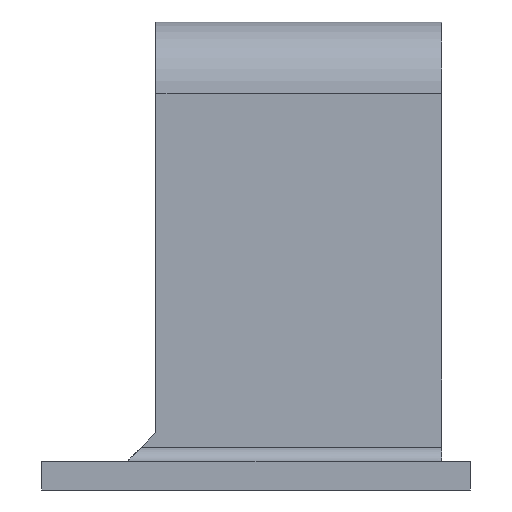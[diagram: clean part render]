
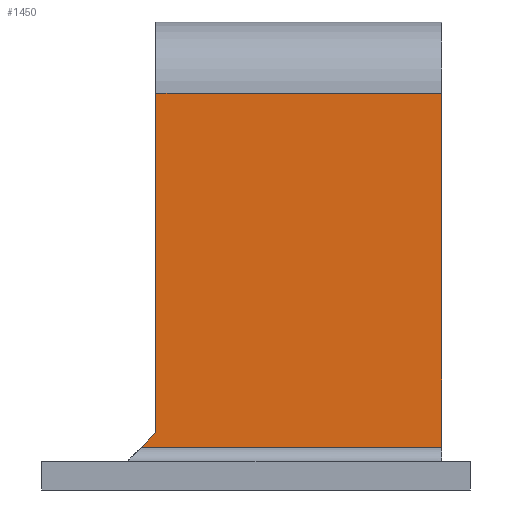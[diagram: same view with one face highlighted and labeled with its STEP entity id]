
A CAD part, left-side view. The second image highlights one B-rep face of the part: STEP entity #1450.
In plain terms, the highlighted planar face has unit normal (-1, 0, 0).
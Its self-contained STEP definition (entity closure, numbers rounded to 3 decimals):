
#44 = CYLINDRICAL_SURFACE('',#45,2.);
#45 = AXIS2_PLACEMENT_3D('',#46,#47,#48);
#46 = CARTESIAN_POINT('',(-20.,35.,6.));
#47 = DIRECTION('',(0.,-1.,0.));
#48 = DIRECTION('',(-0.,-0.,-1.));
#100 = PLANE('',#101);
#101 = AXIS2_PLACEMENT_3D('',#102,#103,#104);
#102 = CARTESIAN_POINT('',(-18.,37.,6.));
#103 = DIRECTION('',(0.,-0.707,-0.707));
#104 = DIRECTION('',(1.,0.,0.));
#408 = PLANE('',#409);
#409 = AXIS2_PLACEMENT_3D('',#410,#411,#412);
#410 = CARTESIAN_POINT('',(-18.,-5.,0.));
#411 = DIRECTION('',(0.,1.,0.));
#412 = DIRECTION('',(0.,0.,1.));
#465 = EDGE_CURVE('',#466,#468,#470,.T.);
#466 = VERTEX_POINT('',#467);
#467 = CARTESIAN_POINT('',(-18.,37.,6.));
#468 = VERTEX_POINT('',#469);
#469 = CARTESIAN_POINT('',(-18.,-5.,6.));
#470 = SURFACE_CURVE('',#471,(#475,#482),.PCURVE_S1.);
#471 = LINE('',#472,#473);
#472 = CARTESIAN_POINT('',(-18.,35.,6.));
#473 = VECTOR('',#474,1.);
#474 = DIRECTION('',(0.,-1.,0.));
#475 = PCURVE('',#44,#476);
#476 = DEFINITIONAL_REPRESENTATION('',(#477),#481);
#477 = LINE('',#478,#479);
#478 = CARTESIAN_POINT('',(1.571,0.));
#479 = VECTOR('',#480,1.);
#480 = DIRECTION('',(0.,1.));
#481 = ( GEOMETRIC_REPRESENTATION_CONTEXT(2) 
PARAMETRIC_REPRESENTATION_CONTEXT() REPRESENTATION_CONTEXT('2D SPACE',''
  ) );
#482 = PCURVE('',#483,#488);
#483 = PLANE('',#484);
#484 = AXIS2_PLACEMENT_3D('',#485,#486,#487);
#485 = CARTESIAN_POINT('',(-18.,-5.,0.));
#486 = DIRECTION('',(1.,0.,0.));
#487 = DIRECTION('',(0.,0.,1.));
#488 = DEFINITIONAL_REPRESENTATION('',(#489),#493);
#489 = LINE('',#490,#491);
#490 = CARTESIAN_POINT('',(6.,-40.));
#491 = VECTOR('',#492,1.);
#492 = DIRECTION('',(0.,1.));
#493 = ( GEOMETRIC_REPRESENTATION_CONTEXT(2) 
PARAMETRIC_REPRESENTATION_CONTEXT() REPRESENTATION_CONTEXT('2D SPACE',''
  ) );
#634 = EDGE_CURVE('',#468,#635,#637,.T.);
#635 = VERTEX_POINT('',#636);
#636 = CARTESIAN_POINT('',(-18.,-5.,55.5));
#637 = SURFACE_CURVE('',#638,(#642,#649),.PCURVE_S1.);
#638 = LINE('',#639,#640);
#639 = CARTESIAN_POINT('',(-18.,-5.,0.));
#640 = VECTOR('',#641,1.);
#641 = DIRECTION('',(0.,0.,1.));
#642 = PCURVE('',#408,#643);
#643 = DEFINITIONAL_REPRESENTATION('',(#644),#648);
#644 = LINE('',#645,#646);
#645 = CARTESIAN_POINT('',(0.,0.));
#646 = VECTOR('',#647,1.);
#647 = DIRECTION('',(1.,0.));
#648 = ( GEOMETRIC_REPRESENTATION_CONTEXT(2) 
PARAMETRIC_REPRESENTATION_CONTEXT() REPRESENTATION_CONTEXT('2D SPACE',''
  ) );
#649 = PCURVE('',#483,#650);
#650 = DEFINITIONAL_REPRESENTATION('',(#651),#655);
#651 = LINE('',#652,#653);
#652 = CARTESIAN_POINT('',(0.,0.));
#653 = VECTOR('',#654,1.);
#654 = DIRECTION('',(1.,0.));
#655 = ( GEOMETRIC_REPRESENTATION_CONTEXT(2) 
PARAMETRIC_REPRESENTATION_CONTEXT() REPRESENTATION_CONTEXT('2D SPACE',''
  ) );
#678 = CYLINDRICAL_SURFACE('',#679,10.);
#679 = AXIS2_PLACEMENT_3D('',#680,#681,#682);
#680 = CARTESIAN_POINT('',(-8.,-5.,55.5));
#681 = DIRECTION('',(0.,1.,0.));
#682 = DIRECTION('',(0.,0.,1.));
#787 = EDGE_CURVE('',#466,#788,#790,.T.);
#788 = VERTEX_POINT('',#789);
#789 = CARTESIAN_POINT('',(-18.,35.,8.));
#790 = SURFACE_CURVE('',#791,(#795,#801),.PCURVE_S1.);
#791 = LINE('',#792,#793);
#792 = CARTESIAN_POINT('',(-18.,28.,15.));
#793 = VECTOR('',#794,1.);
#794 = DIRECTION('',(0.,-0.707,0.707));
#795 = PCURVE('',#100,#796);
#796 = DEFINITIONAL_REPRESENTATION('',(#797),#800);
#797 = B_SPLINE_CURVE_WITH_KNOTS('',1,(#798,#799),.UNSPECIFIED.,.F.,.F.,
  (2,2),(-12.728,-9.899),.PIECEWISE_BEZIER_KNOTS.);
#798 = CARTESIAN_POINT('',(0.,0.));
#799 = CARTESIAN_POINT('',(0.,2.828));
#800 = ( GEOMETRIC_REPRESENTATION_CONTEXT(2) 
PARAMETRIC_REPRESENTATION_CONTEXT() REPRESENTATION_CONTEXT('2D SPACE',''
  ) );
#801 = PCURVE('',#483,#802);
#802 = DEFINITIONAL_REPRESENTATION('',(#803),#807);
#803 = LINE('',#804,#805);
#804 = CARTESIAN_POINT('',(15.,-33.));
#805 = VECTOR('',#806,1.);
#806 = DIRECTION('',(0.707,0.707));
#807 = ( GEOMETRIC_REPRESENTATION_CONTEXT(2) 
PARAMETRIC_REPRESENTATION_CONTEXT() REPRESENTATION_CONTEXT('2D SPACE',''
  ) );
#873 = PLANE('',#874);
#874 = AXIS2_PLACEMENT_3D('',#875,#876,#877);
#875 = CARTESIAN_POINT('',(-18.,35.,0.));
#876 = DIRECTION('',(0.,1.,0.));
#877 = DIRECTION('',(0.,0.,1.));
#1450 = ADVANCED_FACE('',(#1451),#483,.F.);
#1451 = FACE_BOUND('',#1452,.F.);
#1452 = EDGE_LOOP('',(#1453,#1454,#1455,#1478,#1499));
#1453 = ORIENTED_EDGE('',*,*,#465,.F.);
#1454 = ORIENTED_EDGE('',*,*,#787,.T.);
#1455 = ORIENTED_EDGE('',*,*,#1456,.T.);
#1456 = EDGE_CURVE('',#788,#1457,#1459,.T.);
#1457 = VERTEX_POINT('',#1458);
#1458 = CARTESIAN_POINT('',(-18.,35.,55.5));
#1459 = SURFACE_CURVE('',#1460,(#1464,#1471),.PCURVE_S1.);
#1460 = LINE('',#1461,#1462);
#1461 = CARTESIAN_POINT('',(-18.,35.,0.));
#1462 = VECTOR('',#1463,1.);
#1463 = DIRECTION('',(0.,0.,1.));
#1464 = PCURVE('',#483,#1465);
#1465 = DEFINITIONAL_REPRESENTATION('',(#1466),#1470);
#1466 = LINE('',#1467,#1468);
#1467 = CARTESIAN_POINT('',(0.,-40.));
#1468 = VECTOR('',#1469,1.);
#1469 = DIRECTION('',(1.,0.));
#1470 = ( GEOMETRIC_REPRESENTATION_CONTEXT(2) 
PARAMETRIC_REPRESENTATION_CONTEXT() REPRESENTATION_CONTEXT('2D SPACE',''
  ) );
#1471 = PCURVE('',#873,#1472);
#1472 = DEFINITIONAL_REPRESENTATION('',(#1473),#1477);
#1473 = LINE('',#1474,#1475);
#1474 = CARTESIAN_POINT('',(0.,0.));
#1475 = VECTOR('',#1476,1.);
#1476 = DIRECTION('',(1.,0.));
#1477 = ( GEOMETRIC_REPRESENTATION_CONTEXT(2) 
PARAMETRIC_REPRESENTATION_CONTEXT() REPRESENTATION_CONTEXT('2D SPACE',''
  ) );
#1478 = ORIENTED_EDGE('',*,*,#1479,.F.);
#1479 = EDGE_CURVE('',#635,#1457,#1480,.T.);
#1480 = SURFACE_CURVE('',#1481,(#1485,#1492),.PCURVE_S1.);
#1481 = LINE('',#1482,#1483);
#1482 = CARTESIAN_POINT('',(-18.,-5.,55.5));
#1483 = VECTOR('',#1484,1.);
#1484 = DIRECTION('',(0.,1.,0.));
#1485 = PCURVE('',#483,#1486);
#1486 = DEFINITIONAL_REPRESENTATION('',(#1487),#1491);
#1487 = LINE('',#1488,#1489);
#1488 = CARTESIAN_POINT('',(55.5,0.));
#1489 = VECTOR('',#1490,1.);
#1490 = DIRECTION('',(0.,-1.));
#1491 = ( GEOMETRIC_REPRESENTATION_CONTEXT(2) 
PARAMETRIC_REPRESENTATION_CONTEXT() REPRESENTATION_CONTEXT('2D SPACE',''
  ) );
#1492 = PCURVE('',#678,#1493);
#1493 = DEFINITIONAL_REPRESENTATION('',(#1494),#1498);
#1494 = LINE('',#1495,#1496);
#1495 = CARTESIAN_POINT('',(-1.571,0.));
#1496 = VECTOR('',#1497,1.);
#1497 = DIRECTION('',(-0.,1.));
#1498 = ( GEOMETRIC_REPRESENTATION_CONTEXT(2) 
PARAMETRIC_REPRESENTATION_CONTEXT() REPRESENTATION_CONTEXT('2D SPACE',''
  ) );
#1499 = ORIENTED_EDGE('',*,*,#634,.F.);
